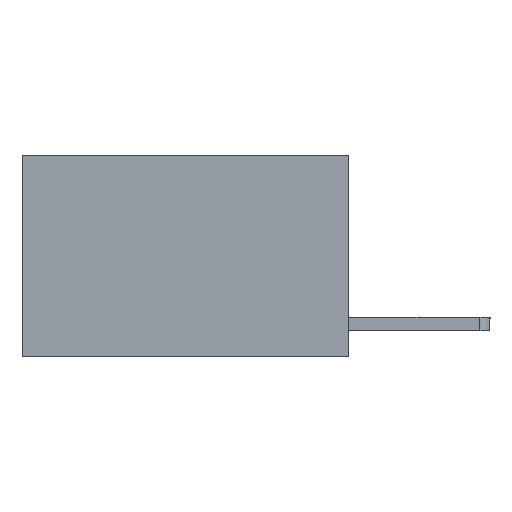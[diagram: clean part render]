
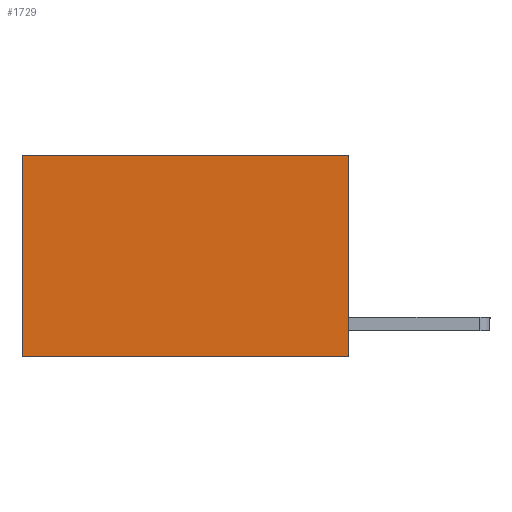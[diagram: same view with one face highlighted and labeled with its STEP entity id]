
A CAD part, left-side view. The second image highlights one B-rep face of the part: STEP entity #1729.
In plain terms, the highlighted planar face has unit normal (-1, 0, 0).
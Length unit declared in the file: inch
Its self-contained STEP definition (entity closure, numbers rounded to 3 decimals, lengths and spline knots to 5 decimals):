
#170 = ORIENTED_EDGE ( 'NONE', *, *, #9081, .F. ) ;
#297 = VECTOR ( 'NONE', #9891, 39.37008 ) ;
#435 = LINE ( 'NONE', #11407, #7712 ) ;
#481 = CARTESIAN_POINT ( 'NONE',  ( 0.2625, 0., 0. ) ) ;
#488 = ORIENTED_EDGE ( 'NONE', *, *, #9107, .F. ) ;
#851 = CARTESIAN_POINT ( 'NONE',  ( 0.2625, 0., 0. ) ) ;
#1150 = ORIENTED_EDGE ( 'NONE', *, *, #2571, .T. ) ;
#1156 = VECTOR ( 'NONE', #9854, 39.37008 ) ;
#1729 = ADVANCED_FACE ( 'NONE', ( #8824 ), #2830, .F. ) ;
#2344 = DIRECTION ( 'NONE',  ( 0., 0., -1. ) ) ;
#2364 = VECTOR ( 'NONE', #2344, 39.37008 ) ;
#2429 = ORIENTED_EDGE ( 'NONE', *, *, #11013, .T. ) ;
#2571 = EDGE_CURVE ( 'NONE', #3246, #4246, #435, .T. ) ;
#2830 = PLANE ( 'NONE',  #9636 ) ;
#3246 = VERTEX_POINT ( 'NONE', #481 ) ;
#3869 = CARTESIAN_POINT ( 'NONE',  ( 0.2625, 0.6, -0.37 ) ) ;
#4246 = VERTEX_POINT ( 'NONE', #11532 ) ;
#6170 = VERTEX_POINT ( 'NONE', #7619 ) ;
#6820 = CARTESIAN_POINT ( 'NONE',  ( 0.2625, 0.6, 0. ) ) ;
#7530 = CARTESIAN_POINT ( 'NONE',  ( 0.2625, 0., 0. ) ) ;
#7619 = CARTESIAN_POINT ( 'NONE',  ( 0.2625, 0., -0.37 ) ) ;
#7665 = EDGE_LOOP ( 'NONE', ( #2429, #170, #488, #1150 ) ) ;
#7712 = VECTOR ( 'NONE', #10651, 39.37008 ) ;
#7854 = LINE ( 'NONE', #8106, #1156 ) ;
#8106 = CARTESIAN_POINT ( 'NONE',  ( 0.2625, 0., -0.37 ) ) ;
#8824 = FACE_OUTER_BOUND ( 'NONE', #7665, .T. ) ;
#9081 = EDGE_CURVE ( 'NONE', #6170, #10611, #7854, .T. ) ;
#9084 = DIRECTION ( 'NONE',  ( 0., 0., -1. ) ) ;
#9107 = EDGE_CURVE ( 'NONE', #3246, #6170, #9897, .T. ) ;
#9288 = DIRECTION ( 'NONE',  ( 1., 0., 0. ) ) ;
#9445 = LINE ( 'NONE', #6820, #2364 ) ;
#9636 = AXIS2_PLACEMENT_3D ( 'NONE', #7530, #9288, #9084 ) ;
#9854 = DIRECTION ( 'NONE',  ( 0., 1., 0. ) ) ;
#9891 = DIRECTION ( 'NONE',  ( 0., 0., -1. ) ) ;
#9897 = LINE ( 'NONE', #851, #297 ) ;
#10611 = VERTEX_POINT ( 'NONE', #3869 ) ;
#10651 = DIRECTION ( 'NONE',  ( 0., 1., 0. ) ) ;
#11013 = EDGE_CURVE ( 'NONE', #4246, #10611, #9445, .T. ) ;
#11407 = CARTESIAN_POINT ( 'NONE',  ( 0.2625, 0., 0. ) ) ;
#11532 = CARTESIAN_POINT ( 'NONE',  ( 0.2625, 0.6, 0. ) ) ;
